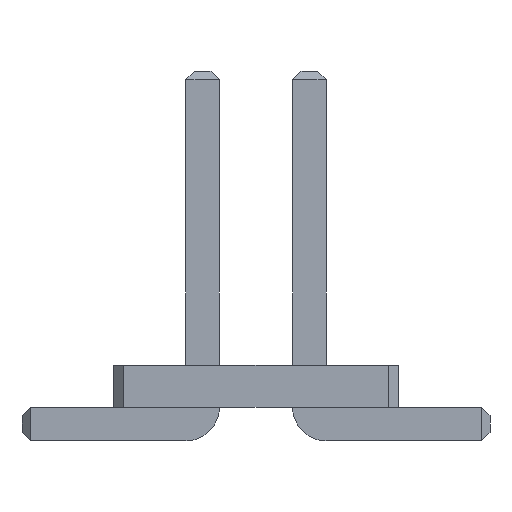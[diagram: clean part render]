
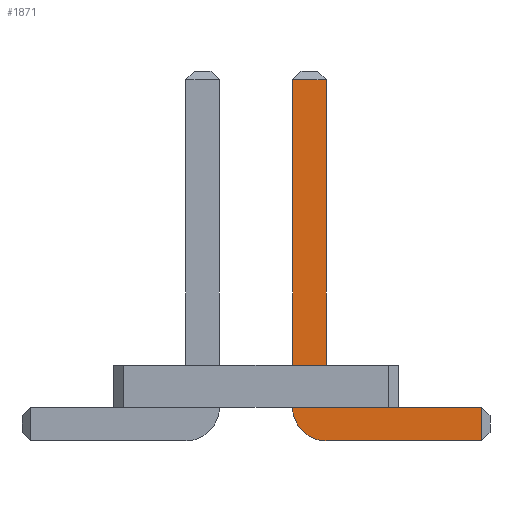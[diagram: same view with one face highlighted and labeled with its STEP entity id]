
A CAD part, front view. The second image highlights one B-rep face of the part: STEP entity #1871.
In plain terms, the highlighted planar face has unit normal (0, -1, 0).
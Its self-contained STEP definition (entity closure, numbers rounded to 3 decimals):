
#67=DIRECTION('',(1.,0.,0.));
#782=VECTOR('',#67,1.);
#835=DIRECTION('',(-1.,0.,0.));
#1547=VECTOR('',#835,1.);
#1680=DIRECTION('',(-0.,1.,0.));
#1681=DIRECTION('',(0.,0.,-1.));
#1688=VECTOR('',#1689,1.);
#1689=DIRECTION('',(0.,0.,1.));
#1700=VECTOR('',#1681,1.);
#1712=DIRECTION('',(0.,1.,0.));
#1713=DIRECTION('',(1.,0.,0.));
#1720=VERTEX_POINT('',#1721);
#1721=CARTESIAN_POINT('',(2.685,-7.82,0.));
#1724=ORIENTED_EDGE('',*,*,#1725,.T.);
#1725=EDGE_CURVE('',#1720,#1726,#1728,.T.);
#1726=VERTEX_POINT('',#1727);
#1727=CARTESIAN_POINT('',(0.835,-7.82,0.));
#1728=LINE('',#1729,#1547);
#1729=CARTESIAN_POINT('',(2.785,-7.82,0.));
#1766=VERTEX_POINT('',#1767);
#1767=CARTESIAN_POINT('',(0.435,-7.82,0.4));
#1770=EDGE_CURVE('',#1726,#1766,#1771,.T.);
#1771=CIRCLE('',#1772,0.4);
#1772=AXIS2_PLACEMENT_3D('',#1773,#1680,#1681);
#1773=CARTESIAN_POINT('',(0.835,-7.82,0.4));
#1782=VERTEX_POINT('',#1773);
#1784=ORIENTED_EDGE('',*,*,#1785,.T.);
#1785=EDGE_CURVE('',#1782,#1786,#1788,.T.);
#1786=VERTEX_POINT('',#1787);
#1787=CARTESIAN_POINT('',(2.685,-7.82,0.4));
#1788=LINE('',#1773,#782);
#1798=ORIENTED_EDGE('',*,*,#1799,.T.);
#1799=EDGE_CURVE('',#1766,#1800,#1802,.T.);
#1800=VERTEX_POINT('',#1801);
#1801=CARTESIAN_POINT('',(0.435,-7.82,4.3));
#1802=LINE('',#1803,#1688);
#1803=CARTESIAN_POINT('',(0.435,-7.82,0.));
#1816=VERTEX_POINT('',#1817);
#1817=CARTESIAN_POINT('',(0.835,-7.82,4.3));
#1819=ORIENTED_EDGE('',*,*,#1820,.T.);
#1820=EDGE_CURVE('',#1816,#1782,#1821,.T.);
#1821=LINE('',#1822,#1700);
#1822=CARTESIAN_POINT('',(0.835,-7.82,4.4));
#1871=ADVANCED_FACE('',(#1872),#1881,.F.);
#1872=FACE_BOUND('',#1873,.F.);
#1873=EDGE_LOOP('',(#1724,#1874,#1798,#1875,#1819,#1784,#1878));
#1874=ORIENTED_EDGE('',*,*,#1770,.T.);
#1875=ORIENTED_EDGE('',*,*,#1876,.T.);
#1876=EDGE_CURVE('',#1800,#1816,#1877,.T.);
#1877=LINE('',#1801,#782);
#1878=ORIENTED_EDGE('',*,*,#1879,.T.);
#1879=EDGE_CURVE('',#1786,#1720,#1880,.T.);
#1880=LINE('',#1787,#1700);
#1881=PLANE('',#1882);
#1882=AXIS2_PLACEMENT_3D('',#1883,#1712,#1713);
#1883=CARTESIAN_POINT('',(1.032,-7.82,1.622));
